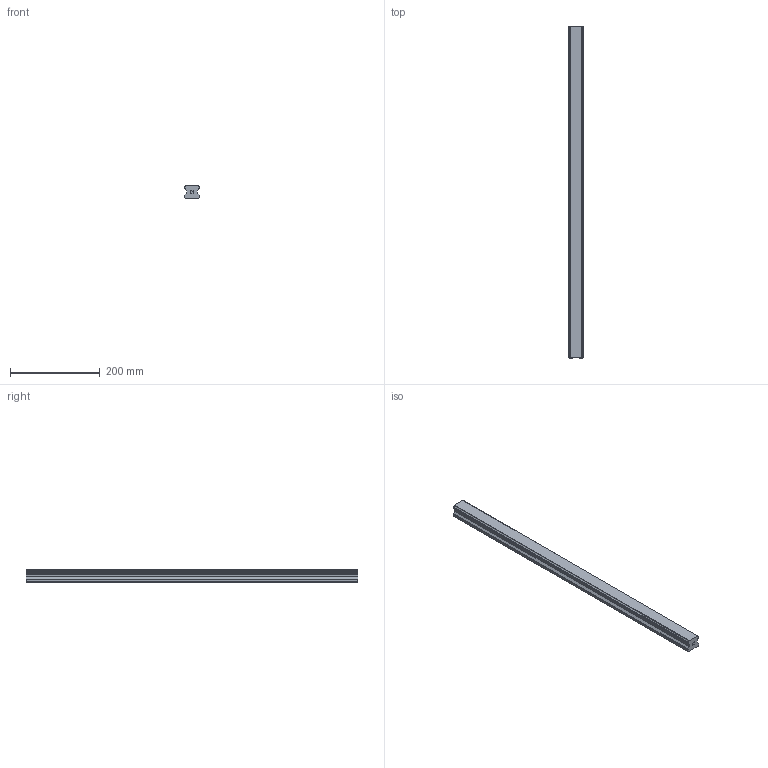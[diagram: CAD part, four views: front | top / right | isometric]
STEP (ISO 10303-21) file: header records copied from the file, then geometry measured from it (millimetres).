
FILE_DESCRIPTION(('STEP AP214'),'1');
FILE_NAME('cctmp_E284CE13-B945-462D-B450-1404A4097B99_2021_01_27_10_23_39_0244..stp','2021-01-27T09:23:39',('HIWIN GmbH'),('CADClick - www.CADClick.com'),'Spatial InterOp 3D',' ','unknown authorization');
FILE_SCHEMA(('AUTOMOTIVE_DESIGN'));
Length unit declared in the file: millimetre
Products named in the file (1): HGR35T740C_FILE
Bounding box: 34 x 740 x 29 mm (x, y, z)
Volume: 623687.1 mm3; surface area: 101809.3 mm2
Topology: 1 solids, 1 shells, 155 faces, 427 edges, 268 vertices
Faces by surface type: plane 93, cylinder 42, cone 20
Entity records: 6009 total; most frequent: CARTESIAN_POINT 831, ORIENTED_EDGE 814, DIRECTION 803, EDGE_CURVE 407, LINE 323, VECTOR 323, VERTEX_POINT 268, AXIS2_PLACEMENT_3D 240
